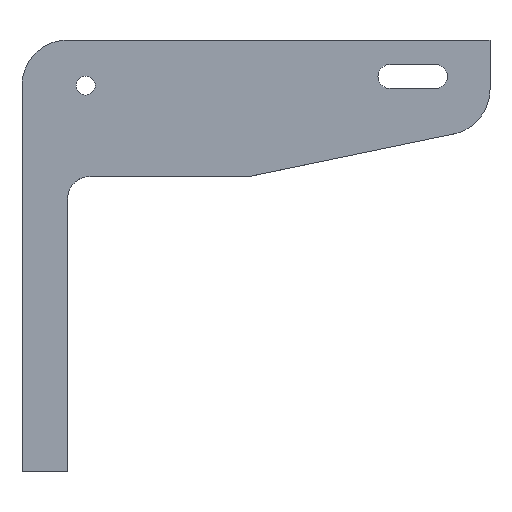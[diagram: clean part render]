
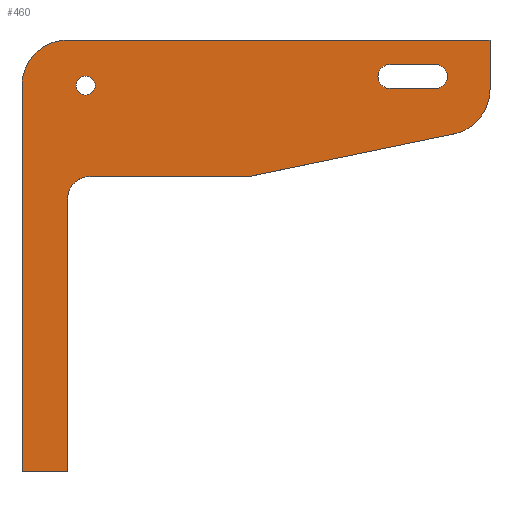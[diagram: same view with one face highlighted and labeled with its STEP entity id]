
A CAD part, top view. The second image highlights one B-rep face of the part: STEP entity #460.
In plain terms, the highlighted planar face has unit normal (0, 0, 1).
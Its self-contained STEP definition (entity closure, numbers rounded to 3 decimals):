
#16 = VERTEX_POINT ( 'NONE', #411 ) ;
#23 = DIRECTION ( 'NONE',  ( 1., 0., 0. ) ) ;
#29 = CARTESIAN_POINT ( 'NONE',  ( 51., 34.35, 5. ) ) ;
#32 = CARTESIAN_POINT ( 'NONE',  ( 51., 39.65, 5. ) ) ;
#33 = EDGE_CURVE ( 'NONE', #72, #331, #111, .T. ) ;
#42 = CIRCLE ( 'NONE', #819, 2.65 ) ;
#49 = VERTEX_POINT ( 'NONE', #29 ) ;
#51 = CARTESIAN_POINT ( 'NONE',  ( -30., 35., 5. ) ) ;
#52 = CARTESIAN_POINT ( 'NONE',  ( 51., 37., 5. ) ) ;
#55 = FACE_BOUND ( 'NONE', #249, .T. ) ;
#61 = VERTEX_POINT ( 'NONE', #818 ) ;
#66 = ORIENTED_EDGE ( 'NONE', *, *, #233, .T. ) ;
#72 = VERTEX_POINT ( 'NONE', #982 ) ;
#73 = CIRCLE ( 'NONE', #756, 10. ) ;
#77 = DIRECTION ( 'NONE',  ( -0.979, -0.203, 0. ) ) ;
#79 = VERTEX_POINT ( 'NONE', #338 ) ;
#90 = CIRCLE ( 'NONE', #109, 2.65 ) ;
#92 = CARTESIAN_POINT ( 'NONE',  ( -40., -50., 5. ) ) ;
#93 = VERTEX_POINT ( 'NONE', #415 ) ;
#96 = EDGE_CURVE ( 'NONE', #374, #714, #265, .T. ) ;
#109 = AXIS2_PLACEMENT_3D ( 'NONE', #156, #823, #963 ) ;
#111 = LINE ( 'NONE', #500, #923 ) ;
#112 = VERTEX_POINT ( 'NONE', #253 ) ;
#127 = VECTOR ( 'NONE', #23, 1000. ) ;
#139 = ORIENTED_EDGE ( 'NONE', *, *, #451, .T. ) ;
#140 = FACE_OUTER_BOUND ( 'NONE', #235, .T. ) ;
#156 = CARTESIAN_POINT ( 'NONE',  ( 41., 37., 5. ) ) ;
#170 = EDGE_CURVE ( 'NONE', #541, #79, #204, .T. ) ;
#172 = DIRECTION ( 'NONE',  ( -1., 0., 0. ) ) ;
#173 = AXIS2_PLACEMENT_3D ( 'NONE', #894, #968, #575 ) ;
#176 = LINE ( 'NONE', #234, #636 ) ;
#185 = ORIENTED_EDGE ( 'NONE', *, *, #170, .T. ) ;
#194 = VERTEX_POINT ( 'NONE', #929 ) ;
#202 = EDGE_CURVE ( 'NONE', #1015, #72, #935, .T. ) ;
#204 = CIRCLE ( 'NONE', #953, 2.1 ) ;
#214 = EDGE_CURVE ( 'NONE', #61, #615, #42, .T. ) ;
#227 = CARTESIAN_POINT ( 'NONE',  ( 51., 39.65, 5. ) ) ;
#233 = EDGE_CURVE ( 'NONE', #79, #541, #419, .T. ) ;
#234 = CARTESIAN_POINT ( 'NONE',  ( -40., -50., 5. ) ) ;
#235 = EDGE_LOOP ( 'NONE', ( #1023, #139, #457, #309, #851, #698, #734, #390, #653, #715 ) ) ;
#245 = DIRECTION ( 'NONE',  ( -1., 0., 0. ) ) ;
#249 = EDGE_LOOP ( 'NONE', ( #66, #185 ) ) ;
#253 = CARTESIAN_POINT ( 'NONE',  ( -40., 35., 5. ) ) ;
#265 = LINE ( 'NONE', #92, #127 ) ;
#276 = DIRECTION ( 'NONE',  ( -1., 0., 0. ) ) ;
#283 = DIRECTION ( 'NONE',  ( 0., 0., -1. ) ) ;
#286 = DIRECTION ( 'NONE',  ( -1., 0., 0. ) ) ;
#296 = DIRECTION ( 'NONE',  ( 0., 0., -1. ) ) ;
#300 = DIRECTION ( 'NONE',  ( -1., 0., 0. ) ) ;
#305 = CARTESIAN_POINT ( 'NONE',  ( -25., 15., 5. ) ) ;
#309 = ORIENTED_EDGE ( 'NONE', *, *, #96, .T. ) ;
#314 = ORIENTED_EDGE ( 'NONE', *, *, #645, .F. ) ;
#328 = EDGE_CURVE ( 'NONE', #615, #93, #667, .T. ) ;
#331 = VERTEX_POINT ( 'NONE', #642 ) ;
#333 = CARTESIAN_POINT ( 'NONE',  ( -40., -50., 5. ) ) ;
#338 = CARTESIAN_POINT ( 'NONE',  ( -28.1, 35., 5. ) ) ;
#348 = ORIENTED_EDGE ( 'NONE', *, *, #538, .F. ) ;
#368 = DIRECTION ( 'NONE',  ( -1., 0., 0. ) ) ;
#374 = VERTEX_POINT ( 'NONE', #333 ) ;
#380 = EDGE_LOOP ( 'NONE', ( #670, #442, #709, #348, #314 ) ) ;
#384 = CARTESIAN_POINT ( 'NONE',  ( 63., 26., 5. ) ) ;
#390 = ORIENTED_EDGE ( 'NONE', *, *, #955, .F. ) ;
#405 = CARTESIAN_POINT ( 'NONE',  ( -30., -50., 5. ) ) ;
#406 = EDGE_CURVE ( 'NONE', #706, #797, #954, .T. ) ;
#410 = CARTESIAN_POINT ( 'NONE',  ( -40., 45., 5. ) ) ;
#411 = CARTESIAN_POINT ( 'NONE',  ( 41., 34.35, 5. ) ) ;
#415 = CARTESIAN_POINT ( 'NONE',  ( 41., 39.65, 5. ) ) ;
#418 = EDGE_CURVE ( 'NONE', #706, #714, #915, .T. ) ;
#419 = CIRCLE ( 'NONE', #837, 2.1 ) ;
#423 = CARTESIAN_POINT ( 'NONE',  ( 55.032, 24.346, 5. ) ) ;
#428 = DIRECTION ( 'NONE',  ( 0., 0., 1. ) ) ;
#434 = CARTESIAN_POINT ( 'NONE',  ( 53., 34.138, 5. ) ) ;
#442 = ORIENTED_EDGE ( 'NONE', *, *, #214, .F. ) ;
#446 = DIRECTION ( 'NONE',  ( -1., 0., 0. ) ) ;
#451 = EDGE_CURVE ( 'NONE', #194, #112, #73, .T. ) ;
#455 = VECTOR ( 'NONE', #276, 1000. ) ;
#457 = ORIENTED_EDGE ( 'NONE', *, *, #949, .T. ) ;
#460 = ADVANCED_FACE ( 'NONE', ( #55, #612, #140 ), #920, .F. ) ;
#466 = LINE ( 'NONE', #384, #654 ) ;
#489 = DIRECTION ( 'NONE',  ( 0., -1., 0. ) ) ;
#500 = CARTESIAN_POINT ( 'NONE',  ( 63., -50., 5. ) ) ;
#517 = DIRECTION ( 'NONE',  ( 0., 0., -1. ) ) ;
#522 = VECTOR ( 'NONE', #543, 1000. ) ;
#528 = VERTEX_POINT ( 'NONE', #794 ) ;
#538 = EDGE_CURVE ( 'NONE', #16, #49, #695, .T. ) ;
#541 = VERTEX_POINT ( 'NONE', #783 ) ;
#543 = DIRECTION ( 'NONE',  ( 1., 0., 0. ) ) ;
#550 = AXIS2_PLACEMENT_3D ( 'NONE', #434, #428, #748 ) ;
#552 = VECTOR ( 'NONE', #993, 1000. ) ;
#575 = DIRECTION ( 'NONE',  ( 1., 0., 0. ) ) ;
#581 = CARTESIAN_POINT ( 'NONE',  ( 10., 15., 5. ) ) ;
#596 = CARTESIAN_POINT ( 'NONE',  ( -26., 35., 5. ) ) ;
#612 = FACE_BOUND ( 'NONE', #380, .T. ) ;
#615 = VERTEX_POINT ( 'NONE', #227 ) ;
#618 = CIRCLE ( 'NONE', #173, 2.65 ) ;
#636 = VECTOR ( 'NONE', #489, 1000. ) ;
#642 = CARTESIAN_POINT ( 'NONE',  ( 63., 45., 5. ) ) ;
#645 = EDGE_CURVE ( 'NONE', #93, #16, #90, .T. ) ;
#653 = ORIENTED_EDGE ( 'NONE', *, *, #202, .T. ) ;
#654 = VECTOR ( 'NONE', #77, 1000. ) ;
#667 = LINE ( 'NONE', #32, #1003 ) ;
#669 = DIRECTION ( 'NONE',  ( 0., 0., 1. ) ) ;
#670 = ORIENTED_EDGE ( 'NONE', *, *, #328, .F. ) ;
#683 = EDGE_CURVE ( 'NONE', #528, #797, #898, .T. ) ;
#689 = VECTOR ( 'NONE', #245, 1000. ) ;
#693 = CARTESIAN_POINT ( 'NONE',  ( -30., -50., 5. ) ) ;
#695 = LINE ( 'NONE', #1012, #522 ) ;
#698 = ORIENTED_EDGE ( 'NONE', *, *, #406, .T. ) ;
#706 = VERTEX_POINT ( 'NONE', #807 ) ;
#709 = ORIENTED_EDGE ( 'NONE', *, *, #724, .F. ) ;
#714 = VERTEX_POINT ( 'NONE', #405 ) ;
#715 = ORIENTED_EDGE ( 'NONE', *, *, #33, .T. ) ;
#724 = EDGE_CURVE ( 'NONE', #49, #61, #618, .T. ) ;
#730 = DIRECTION ( 'NONE',  ( 0., 1., 0. ) ) ;
#734 = ORIENTED_EDGE ( 'NONE', *, *, #683, .F. ) ;
#747 = LINE ( 'NONE', #410, #455 ) ;
#748 = DIRECTION ( 'NONE',  ( -1., 0., 0. ) ) ;
#756 = AXIS2_PLACEMENT_3D ( 'NONE', #51, #998, #286 ) ;
#783 = CARTESIAN_POINT ( 'NONE',  ( -23.9, 35., 5. ) ) ;
#784 = AXIS2_PLACEMENT_3D ( 'NONE', #842, #1001, #368 ) ;
#794 = CARTESIAN_POINT ( 'NONE',  ( 10., 15., 5. ) ) ;
#797 = VERTEX_POINT ( 'NONE', #305 ) ;
#807 = CARTESIAN_POINT ( 'NONE',  ( -30., 10., 5. ) ) ;
#818 = CARTESIAN_POINT ( 'NONE',  ( 53.65, 37., 5. ) ) ;
#819 = AXIS2_PLACEMENT_3D ( 'NONE', #52, #669, #826 ) ;
#823 = DIRECTION ( 'NONE',  ( 0., 0., 1. ) ) ;
#826 = DIRECTION ( 'NONE',  ( 1., 0., 0. ) ) ;
#836 = DIRECTION ( 'NONE',  ( -1., 0., 0. ) ) ;
#837 = AXIS2_PLACEMENT_3D ( 'NONE', #922, #517, #836 ) ;
#842 = CARTESIAN_POINT ( 'NONE',  ( 0., 0., 5. ) ) ;
#851 = ORIENTED_EDGE ( 'NONE', *, *, #418, .F. ) ;
#894 = CARTESIAN_POINT ( 'NONE',  ( 51., 37., 5. ) ) ;
#898 = LINE ( 'NONE', #581, #689 ) ;
#915 = LINE ( 'NONE', #693, #552 ) ;
#920 = PLANE ( 'NONE',  #784 ) ;
#922 = CARTESIAN_POINT ( 'NONE',  ( -26., 35., 5. ) ) ;
#923 = VECTOR ( 'NONE', #730, 1000. ) ;
#929 = CARTESIAN_POINT ( 'NONE',  ( -30., 45., 5. ) ) ;
#935 = CIRCLE ( 'NONE', #550, 10. ) ;
#949 = EDGE_CURVE ( 'NONE', #112, #374, #176, .T. ) ;
#953 = AXIS2_PLACEMENT_3D ( 'NONE', #596, #283, #446 ) ;
#954 = CIRCLE ( 'NONE', #1005, 5. ) ;
#955 = EDGE_CURVE ( 'NONE', #1015, #528, #466, .T. ) ;
#963 = DIRECTION ( 'NONE',  ( 1., 0., 0. ) ) ;
#968 = DIRECTION ( 'NONE',  ( 0., 0., 1. ) ) ;
#982 = CARTESIAN_POINT ( 'NONE',  ( 63., 34.138, 5. ) ) ;
#993 = DIRECTION ( 'NONE',  ( 0., -1., 0. ) ) ;
#998 = DIRECTION ( 'NONE',  ( 0., 0., 1. ) ) ;
#1001 = DIRECTION ( 'NONE',  ( 0., 0., -1. ) ) ;
#1003 = VECTOR ( 'NONE', #172, 1000. ) ;
#1005 = AXIS2_PLACEMENT_3D ( 'NONE', #1009, #296, #300 ) ;
#1009 = CARTESIAN_POINT ( 'NONE',  ( -25., 10., 5. ) ) ;
#1012 = CARTESIAN_POINT ( 'NONE',  ( 51., 34.35, 5. ) ) ;
#1015 = VERTEX_POINT ( 'NONE', #423 ) ;
#1023 = ORIENTED_EDGE ( 'NONE', *, *, #1025, .T. ) ;
#1025 = EDGE_CURVE ( 'NONE', #331, #194, #747, .T. ) ;
